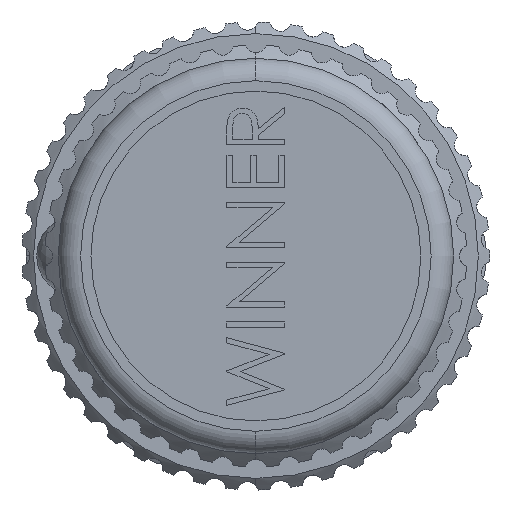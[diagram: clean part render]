
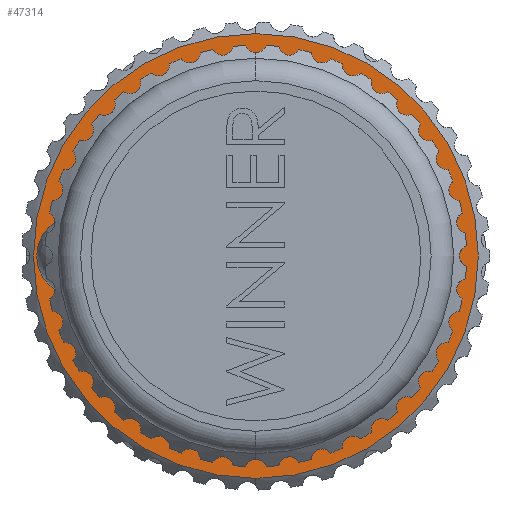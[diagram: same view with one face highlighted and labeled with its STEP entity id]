
A CAD part, left-side view. The second image highlights one B-rep face of the part: STEP entity #47314.
In plain terms, the highlighted planar face has unit normal (-1, 0, 0).
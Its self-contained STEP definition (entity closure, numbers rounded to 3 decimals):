
#2889 = VERTEX_POINT ( 'NONE', #59711 ) ;
#16993 = DIRECTION ( 'NONE',  ( 0., 0., 1. ) ) ;
#20306 = CARTESIAN_POINT ( 'NONE',  ( -7.83, 0., 0. ) ) ;
#21240 = VERTEX_POINT ( 'NONE', #29831 ) ;
#21960 = DIRECTION ( 'NONE',  ( -1., 0., 0. ) ) ;
#26553 = DIRECTION ( 'NONE',  ( -1., 0., 0. ) ) ;
#27748 = EDGE_LOOP ( 'NONE', ( #49454, #43782 ) ) ;
#29831 = CARTESIAN_POINT ( 'NONE',  ( -7.83, 0., 8.56 ) ) ;
#31113 = DIRECTION ( 'NONE',  ( 0., 0., 1. ) ) ;
#33553 = AXIS2_PLACEMENT_3D ( 'NONE', #62077, #61727, #31113 ) ;
#34622 = CARTESIAN_POINT ( 'NONE',  ( -7.83, 0., 0. ) ) ;
#34946 = DIRECTION ( 'NONE',  ( 0., 0., 1. ) ) ;
#35414 = ORIENTED_EDGE ( 'NONE', *, *, #75920, .T. ) ;
#35560 = CIRCLE ( 'NONE', #77290, 8.56 ) ;
#36854 = CARTESIAN_POINT ( 'NONE',  ( -7.83, 0., -15.3 ) ) ;
#37014 = EDGE_CURVE ( 'NONE', #21240, #84199, #35560, .T. ) ;
#39433 = CARTESIAN_POINT ( 'NONE',  ( -7.83, 0., 0. ) ) ;
#43782 = ORIENTED_EDGE ( 'NONE', *, *, #89711, .F. ) ;
#47190 = DIRECTION ( 'NONE',  ( -1., 0., 0. ) ) ;
#47314 = ADVANCED_FACE ( 'NONE', ( #51748, #90277 ), #63340, .T. ) ;
#49454 = ORIENTED_EDGE ( 'NONE', *, *, #37014, .F. ) ;
#50706 = EDGE_CURVE ( 'NONE', #2889, #87362, #75470, .T. ) ;
#51748 = FACE_BOUND ( 'NONE', #27748, .T. ) ;
#53833 = DIRECTION ( 'NONE',  ( 0., 0., 1. ) ) ;
#59711 = CARTESIAN_POINT ( 'NONE',  ( -7.83, 0., 15.3 ) ) ;
#60217 = AXIS2_PLACEMENT_3D ( 'NONE', #68002, #21960, #53833 ) ;
#61727 = DIRECTION ( 'NONE',  ( -1., 0., 0. ) ) ;
#62077 = CARTESIAN_POINT ( 'NONE',  ( -7.83, 0., 0. ) ) ;
#62359 = EDGE_LOOP ( 'NONE', ( #35414, #71205 ) ) ;
#63340 = PLANE ( 'NONE',  #69178 ) ;
#68002 = CARTESIAN_POINT ( 'NONE',  ( -7.83, 0., 0. ) ) ;
#69178 = AXIS2_PLACEMENT_3D ( 'NONE', #20306, #74127, #81828 ) ;
#71205 = ORIENTED_EDGE ( 'NONE', *, *, #50706, .T. ) ;
#74127 = DIRECTION ( 'NONE',  ( -1., 0., 0. ) ) ;
#75470 = CIRCLE ( 'NONE', #97587, 15.3 ) ;
#75920 = EDGE_CURVE ( 'NONE', #87362, #2889, #81273, .T. ) ;
#77290 = AXIS2_PLACEMENT_3D ( 'NONE', #39433, #47190, #16993 ) ;
#81273 = CIRCLE ( 'NONE', #60217, 15.3 ) ;
#81828 = DIRECTION ( 'NONE',  ( 0., 0., 1. ) ) ;
#82388 = CIRCLE ( 'NONE', #33553, 8.56 ) ;
#84199 = VERTEX_POINT ( 'NONE', #87183 ) ;
#87183 = CARTESIAN_POINT ( 'NONE',  ( -7.83, 0., -8.56 ) ) ;
#87362 = VERTEX_POINT ( 'NONE', #36854 ) ;
#89711 = EDGE_CURVE ( 'NONE', #84199, #21240, #82388, .T. ) ;
#90277 = FACE_OUTER_BOUND ( 'NONE', #62359, .T. ) ;
#97587 = AXIS2_PLACEMENT_3D ( 'NONE', #34622, #26553, #34946 ) ;
